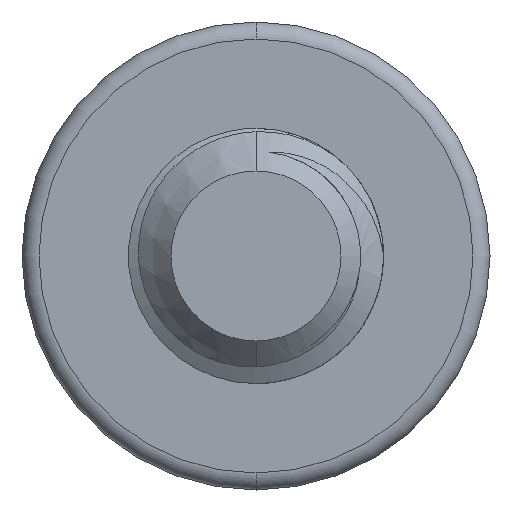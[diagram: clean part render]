
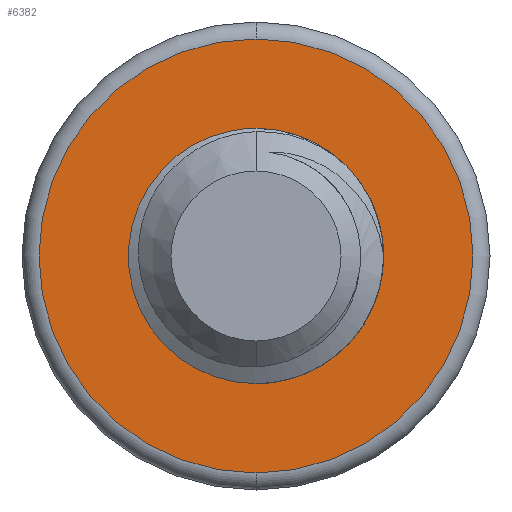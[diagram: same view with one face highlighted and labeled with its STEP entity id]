
A CAD part, front view. The second image highlights one B-rep face of the part: STEP entity #6382.
In plain terms, the highlighted planar face has unit normal (0, -1, 0).
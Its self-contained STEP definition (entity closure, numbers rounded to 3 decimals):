
#71 = CARTESIAN_POINT ( 'NONE',  ( -1.198, 15., -0.322 ) ) ;
#212 = CARTESIAN_POINT ( 'NONE',  ( 0., 15., 0. ) ) ;
#298 = CARTESIAN_POINT ( 'NONE',  ( -1.23, 15., -0.16 ) ) ;
#462 = CARTESIAN_POINT ( 'NONE',  ( 0.897, 15., 1.197 ) ) ;
#473 = B_SPLINE_CURVE_WITH_KNOTS ( 'NONE', 3,
 ( #3036, #2974, #5019, #1492, #2629, #71, #298, #795, #5820, #3814 ),
 .UNSPECIFIED., .F., .F.,
 ( 4, 2, 2, 2, 4 ),
 ( 0., 0., 0.001, 0.001, 0.002 ),
 .UNSPECIFIED. ) ;
#730 = PLANE ( 'NONE',  #2829 ) ;
#761 = FACE_BOUND ( 'NONE', #1439, .T. ) ;
#775 = EDGE_CURVE ( 'NONE', #4348, #3133, #2568, .T. ) ;
#795 = CARTESIAN_POINT ( 'NONE',  ( -1.229, 15., 0.166 ) ) ;
#1027 = CARTESIAN_POINT ( 'NONE',  ( 1.491, 15., -0.112 ) ) ;
#1112 = AXIS2_PLACEMENT_3D ( 'NONE', #1306, #1914, #1404 ) ;
#1163 = CARTESIAN_POINT ( 'NONE',  ( 0., 15., 0. ) ) ;
#1299 = ORIENTED_EDGE ( 'NONE', *, *, #4940, .T. ) ;
#1306 = CARTESIAN_POINT ( 'NONE',  ( 0., 15., 0. ) ) ;
#1314 = CARTESIAN_POINT ( 'NONE',  ( -1.07, 15., 0.695 ) ) ;
#1347 = CARTESIAN_POINT ( 'NONE',  ( 0.257, 15., 1.413 ) ) ;
#1351 = CARTESIAN_POINT ( 'NONE',  ( 1.5, 15., 0. ) ) ;
#1373 = EDGE_CURVE ( 'NONE', #6385, #2951, #5380, .T. ) ;
#1404 = DIRECTION ( 'NONE',  ( 0., 0., 1. ) ) ;
#1439 = EDGE_LOOP ( 'NONE', ( #1299, #4998, #1829, #3123 ) ) ;
#1492 = CARTESIAN_POINT ( 'NONE',  ( -0.981, 15., -0.759 ) ) ;
#1522 = CARTESIAN_POINT ( 'NONE',  ( 1.5, 15., 0. ) ) ;
#1614 = EDGE_LOOP ( 'NONE', ( #2179, #2388 ) ) ;
#1735 = DIRECTION ( 'NONE',  ( 0., 0., 1. ) ) ;
#1784 = DIRECTION ( 'NONE',  ( 0., 1., 0. ) ) ;
#1829 = ORIENTED_EDGE ( 'NONE', *, *, #6208, .T. ) ;
#1898 = CARTESIAN_POINT ( 'NONE',  ( 1.35, 15., -0.536 ) ) ;
#1914 = DIRECTION ( 'NONE',  ( 0., 1., 0. ) ) ;
#1915 = CIRCLE ( 'NONE', #5669, 2.55 ) ;
#2128 = CARTESIAN_POINT ( 'NONE',  ( 1.175, 15., -0.82 ) ) ;
#2179 = ORIENTED_EDGE ( 'NONE', *, *, #6529, .T. ) ;
#2288 = CARTESIAN_POINT ( 'NONE',  ( -1.133, 15., 0.477 ) ) ;
#2388 = ORIENTED_EDGE ( 'NONE', *, *, #3021, .T. ) ;
#2568 = B_SPLINE_CURVE_WITH_KNOTS ( 'NONE', 3,
 ( #1522, #1027, #3068, #5116, #1898, #2128, #5282, #3655, #3687, #4178, #5692, #5182 ),
 .UNSPECIFIED., .F., .F.,
 ( 4, 2, 2, 2, 2, 4 ),
 ( 0., 0., 0.001, 0.001, 0.002, 0.003 ),
 .UNSPECIFIED. ) ;
#2629 = CARTESIAN_POINT ( 'NONE',  ( -1.073, 15., -0.621 ) ) ;
#2829 = AXIS2_PLACEMENT_3D ( 'NONE', #3304, #1784, #6350 ) ;
#2951 = VERTEX_POINT ( 'NONE', #3597 ) ;
#2974 = CARTESIAN_POINT ( 'NONE',  ( -0.613, 15., -1.078 ) ) ;
#3021 = EDGE_CURVE ( 'NONE', #3785, #5168, #1915, .T. ) ;
#3036 = CARTESIAN_POINT ( 'NONE',  ( -0.461, 15., -1.14 ) ) ;
#3068 = CARTESIAN_POINT ( 'NONE',  ( 1.468, 15., -0.222 ) ) ;
#3123 = ORIENTED_EDGE ( 'NONE', *, *, #1373, .T. ) ;
#3133 = VERTEX_POINT ( 'NONE', #4383 ) ;
#3151 = DIRECTION ( 'NONE',  ( 0., 0., 1. ) ) ;
#3304 = CARTESIAN_POINT ( 'NONE',  ( 0., 15., 0. ) ) ;
#3392 = DIRECTION ( 'NONE',  ( 0., -1., 0. ) ) ;
#3421 = CIRCLE ( 'NONE', #5661, 2.55 ) ;
#3508 = CARTESIAN_POINT ( 'NONE',  ( 0.026, 15., 1.412 ) ) ;
#3597 = CARTESIAN_POINT ( 'NONE',  ( 1.07, 15., 1.051 ) ) ;
#3655 = CARTESIAN_POINT ( 'NONE',  ( 0.629, 15., -1.214 ) ) ;
#3687 = CARTESIAN_POINT ( 'NONE',  ( 0.409, 15., -1.283 ) ) ;
#3785 = VERTEX_POINT ( 'NONE', #4102 ) ;
#3814 = CARTESIAN_POINT ( 'NONE',  ( -1.133, 15., 0.477 ) ) ;
#4009 = CIRCLE ( 'NONE', #1112, 1.5 ) ;
#4102 = CARTESIAN_POINT ( 'NONE',  ( 0., 15., -2.55 ) ) ;
#4178 = CARTESIAN_POINT ( 'NONE',  ( -0.038, 15., -1.298 ) ) ;
#4348 = VERTEX_POINT ( 'NONE', #1351 ) ;
#4383 = CARTESIAN_POINT ( 'NONE',  ( -0.461, 15., -1.14 ) ) ;
#4436 = CARTESIAN_POINT ( 'NONE',  ( -0.409, 15., 1.304 ) ) ;
#4503 = CARTESIAN_POINT ( 'NONE',  ( 1.07, 15., 1.051 ) ) ;
#4940 = EDGE_CURVE ( 'NONE', #2951, #4348, #4009, .T. ) ;
#4998 = ORIENTED_EDGE ( 'NONE', *, *, #775, .T. ) ;
#5019 = CARTESIAN_POINT ( 'NONE',  ( -0.751, 15., -0.986 ) ) ;
#5039 = CARTESIAN_POINT ( 'NONE',  ( -0.947, 15., 0.891 ) ) ;
#5116 = CARTESIAN_POINT ( 'NONE',  ( 1.399, 15., -0.433 ) ) ;
#5168 = VERTEX_POINT ( 'NONE', #5672 ) ;
#5182 = CARTESIAN_POINT ( 'NONE',  ( -0.461, 15., -1.14 ) ) ;
#5282 = CARTESIAN_POINT ( 'NONE',  ( 1.012, 15., -0.982 ) ) ;
#5310 = FACE_OUTER_BOUND ( 'NONE', #1614, .T. ) ;
#5380 = B_SPLINE_CURVE_WITH_KNOTS ( 'NONE', 3,
 ( #5758, #1314, #5039, #6419, #4436, #3508, #1347, #6450, #462, #4503 ),
 .UNSPECIFIED., .F., .F.,
 ( 4, 2, 2, 2, 4 ),
 ( 0., 0.001, 0.001, 0.002, 0.003 ),
 .UNSPECIFIED. ) ;
#5661 = AXIS2_PLACEMENT_3D ( 'NONE', #212, #3392, #1735 ) ;
#5669 = AXIS2_PLACEMENT_3D ( 'NONE', #1163, #5739, #3151 ) ;
#5672 = CARTESIAN_POINT ( 'NONE',  ( 0., 15., 2.55 ) ) ;
#5692 = CARTESIAN_POINT ( 'NONE',  ( -0.262, 15., -1.247 ) ) ;
#5739 = DIRECTION ( 'NONE',  ( 0., -1., 0. ) ) ;
#5758 = CARTESIAN_POINT ( 'NONE',  ( -1.133, 15., 0.477 ) ) ;
#5820 = CARTESIAN_POINT ( 'NONE',  ( -1.197, 15., 0.326 ) ) ;
#6208 = EDGE_CURVE ( 'NONE', #3133, #6385, #473, .T. ) ;
#6350 = DIRECTION ( 'NONE',  ( 0., 0., 1. ) ) ;
#6382 = ADVANCED_FACE ( 'NONE', ( #5310, #761 ), #730, .F. ) ;
#6385 = VERTEX_POINT ( 'NONE', #2288 ) ;
#6419 = CARTESIAN_POINT ( 'NONE',  ( -0.617, 15., 1.196 ) ) ;
#6450 = CARTESIAN_POINT ( 'NONE',  ( 0.694, 15., 1.305 ) ) ;
#6529 = EDGE_CURVE ( 'NONE', #5168, #3785, #3421, .T. ) ;
